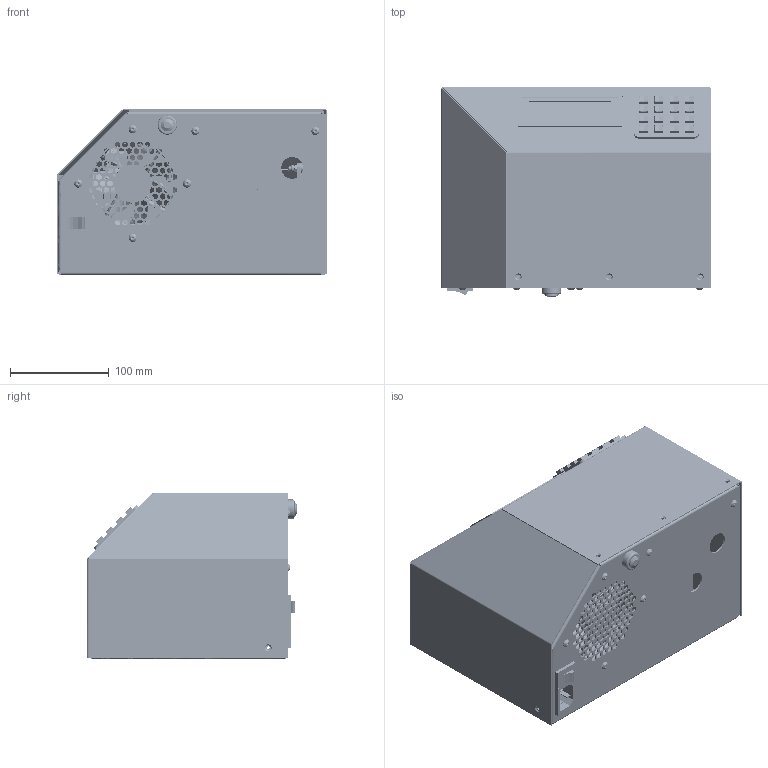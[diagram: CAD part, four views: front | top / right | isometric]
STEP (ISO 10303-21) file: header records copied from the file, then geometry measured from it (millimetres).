
FILE_DESCRIPTION(('FreeCAD Model'),'2;1');
FILE_NAME('Open CASCADE Shape Model','2025-04-17T14:57:58',('FreeCAD'),( 'FreeCAD'),'Open CASCADE STEP processor 7.6','FreeCAD','Unknown');
FILE_SCHEMA(('AUTOMOTIVE_DESIGN { 1 0 10303 214 1 1 1 1 }'));
Products named in the file (1): Open CASCADE STEP translator 7.6 1
Bounding box: 272.64 x 212.76 x 167.85 mm (x, y, z)
Volume: 1496479.5 mm3; surface area: 1388749.9 mm2
Topology: 162 solids, 163 shells, 9896 faces, 25641 edges, 16512 vertices
Faces by surface type: bspline 9896
Entity records: 342698 total; most frequent: CARTESIAN_POINT 189724, ORIENTED_EDGE 51066, EDGE_CURVE 25533, B_SPLINE_CURVE_WITH_KNOTS 19840, VERTEX_POINT 16512, FACE_BOUND 11437, EDGE_LOOP 11437, ADVANCED_FACE 9896
